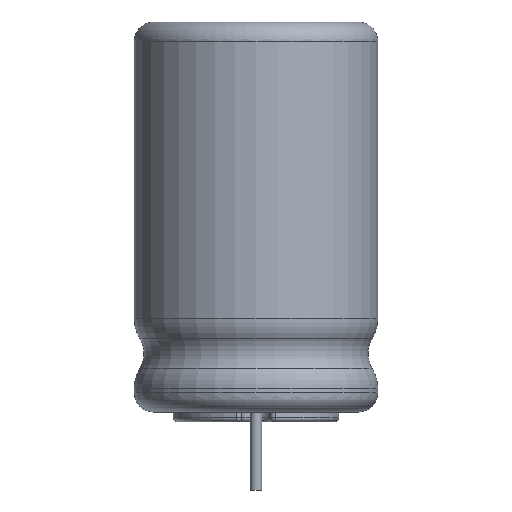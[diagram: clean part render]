
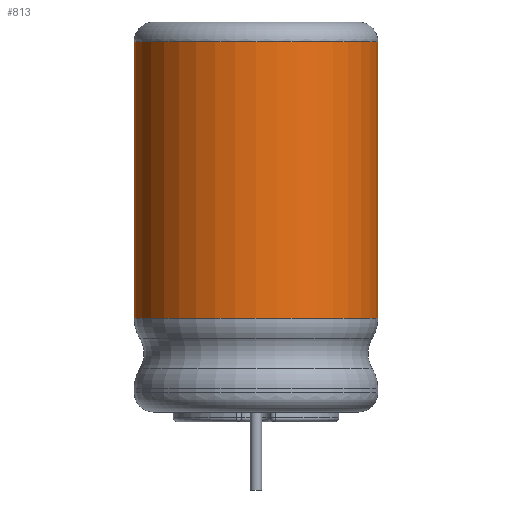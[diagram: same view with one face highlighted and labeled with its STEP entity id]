
A CAD part, left-side view. The second image highlights one B-rep face of the part: STEP entity #813.
In plain terms, the highlighted cylindrical face has radius 6.25 mm (diameter 12.5 mm), a full revolution.
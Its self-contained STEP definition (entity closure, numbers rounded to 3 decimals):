
#718=CARTESIAN_POINT('',(5.776,-2.387,19.5));
#719=VERTEX_POINT('',#718);
#720=CARTESIAN_POINT('',(5.776,-2.387,15.032));
#721=VERTEX_POINT('',#720);
#722=CARTESIAN_POINT('',(5.776,-2.387,20.5));
#723=DIRECTION('',(0.0,0.0,-1.0));
#724=VECTOR('',#723,1.0);
#725=LINE('',#722,#724);
#726=EDGE_CURVE('n� 431',#719,#721,#725,.T.);
#727=ORIENTED_EDGE('',*,*,#726,.F.);
#728=CARTESIAN_POINT('',(5.776,2.387,19.5));
#729=VERTEX_POINT('',#728);
#730=CARTESIAN_POINT('',(0.0,0.0,19.5));
#731=DIRECTION('',(-0.0,-0.0,-1.0));
#732=DIRECTION('',(1.0,0.0,-0.0));
#733=AXIS2_PLACEMENT_3D('',#730,#731,#732);
#734=CIRCLE('',#733,6.25);
#735=EDGE_CURVE('n� 284',#719,#729,#734,.T.);
#736=ORIENTED_EDGE('',*,*,#735,.T.);
#737=CARTESIAN_POINT('',(5.776,2.387,15.032));
#738=VERTEX_POINT('',#737);
#739=CARTESIAN_POINT('',(5.776,2.387,20.5));
#740=DIRECTION('',(0.0,0.0,1.0));
#741=VECTOR('',#740,1.0);
#742=LINE('',#739,#741);
#743=EDGE_CURVE('n� 451',#738,#729,#742,.T.);
#744=ORIENTED_EDGE('',*,*,#743,.F.);
#745=CARTESIAN_POINT('',(6.25,-0.0,12.645));
#746=VERTEX_POINT('',#745);
#747=CARTESIAN_POINT('',(0.0,0.0,12.645));
#748=DIRECTION('',(0.0,-0.707,0.707));
#749=DIRECTION('',(0.0,-0.707,-0.707));
#750=AXIS2_PLACEMENT_3D('',#747,#748,#749);
#751=ELLIPSE('',#750,8.839,6.25);
#752=EDGE_CURVE('n� 389',#746,#738,#751,.T.);
#753=ORIENTED_EDGE('',*,*,#752,.F.);
#754=CARTESIAN_POINT('',(0.0,0.0,12.645));
#755=DIRECTION('',(-0.0,0.707,0.707));
#756=DIRECTION('',(-0.0,0.707,-0.707));
#757=AXIS2_PLACEMENT_3D('',#754,#755,#756);
#758=ELLIPSE('',#757,8.839,6.25);
#759=EDGE_CURVE('n� 384',#721,#746,#758,.T.);
#760=ORIENTED_EDGE('',*,*,#759,.F.);
#761=EDGE_LOOP('',(#727,#736,#744,#753,#760));
#762=FACE_OUTER_BOUND('',#761,.T.);
#763=CARTESIAN_POINT('',(5.776,2.387,5.303));
#764=VERTEX_POINT('',#763);
#765=CARTESIAN_POINT('',(5.776,2.387,14.203));
#766=VERTEX_POINT('',#765);
#767=CARTESIAN_POINT('',(5.776,2.387,20.5));
#768=DIRECTION('',(-0.0,0.0,1.0));
#769=VECTOR('',#768,1.0);
#770=LINE('',#767,#769);
#771=EDGE_CURVE('n� 1220',#764,#766,#770,.T.);
#772=ORIENTED_EDGE('',*,*,#771,.F.);
#773=CARTESIAN_POINT('',(5.776,-2.387,5.303));
#774=VERTEX_POINT('',#773);
#775=CARTESIAN_POINT('',(0.0,0.0,5.303));
#776=DIRECTION('',(0.0,0.0,1.0));
#777=DIRECTION('',(-1.0,0.0,0.0));
#778=AXIS2_PLACEMENT_3D('',#775,#776,#777);
#779=CIRCLE('',#778,6.25);
#780=EDGE_CURVE('n� 1059',#764,#774,#779,.T.);
#781=ORIENTED_EDGE('',*,*,#780,.T.);
#782=CARTESIAN_POINT('',(5.776,-2.387,14.203));
#783=VERTEX_POINT('',#782);
#784=CARTESIAN_POINT('',(5.776,-2.387,20.5));
#785=DIRECTION('',(0.0,0.0,-1.0));
#786=VECTOR('',#785,1.0);
#787=LINE('',#784,#786);
#788=EDGE_CURVE('n� 1228',#783,#774,#787,.T.);
#789=ORIENTED_EDGE('',*,*,#788,.F.);
#790=CARTESIAN_POINT('',(6.25,0.0,11.816));
#791=VERTEX_POINT('',#790);
#792=CARTESIAN_POINT('',(0.0,0.0,11.816));
#793=DIRECTION('',(0.0,-0.707,-0.707));
#794=DIRECTION('',(-0.0,0.707,-0.707));
#795=AXIS2_PLACEMENT_3D('',#792,#793,#794);
#796=ELLIPSE('',#795,8.839,6.25);
#797=EDGE_CURVE('n� 1096',#791,#783,#796,.T.);
#798=ORIENTED_EDGE('',*,*,#797,.F.);
#799=CARTESIAN_POINT('',(0.0,0.0,11.816));
#800=DIRECTION('',(0.0,0.707,-0.707));
#801=DIRECTION('',(-0.0,-0.707,-0.707));
#802=AXIS2_PLACEMENT_3D('',#799,#800,#801);
#803=ELLIPSE('',#802,8.839,6.25);
#804=EDGE_CURVE('n� 1100',#766,#791,#803,.T.);
#805=ORIENTED_EDGE('',*,*,#804,.F.);
#806=EDGE_LOOP('',(#772,#781,#789,#798,#805));
#807=FACE_BOUND('',#806,.T.);
#808=CARTESIAN_POINT('',(0.0,0.0,20.5));
#809=DIRECTION('',(-0.0,-0.0,-1.0));
#810=DIRECTION('',(-1.0,0.0,0.0));
#811=AXIS2_PLACEMENT_3D('',#808,#809,#810);
#812=CYLINDRICAL_SURFACE('',#811,6.25);
#813=ADVANCED_FACE('n� 1105',(#762,#807),#812,.T.);
